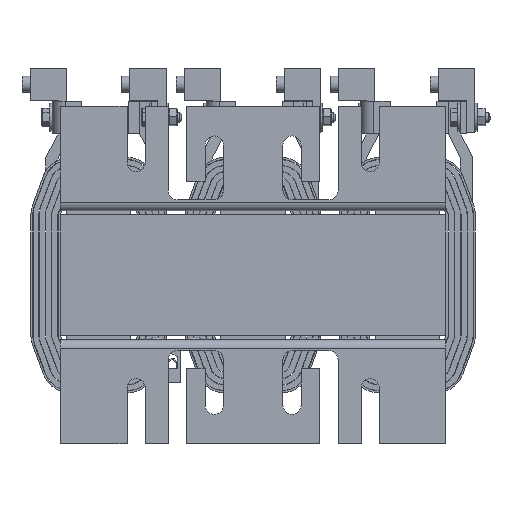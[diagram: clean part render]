
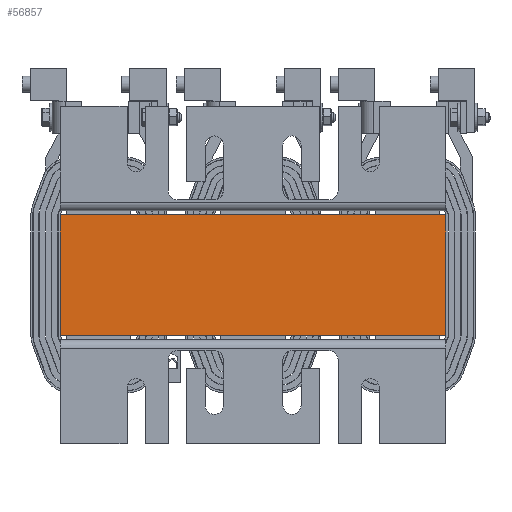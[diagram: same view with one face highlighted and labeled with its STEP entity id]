
A CAD part, front view. The second image highlights one B-rep face of the part: STEP entity #56857.
In plain terms, the highlighted planar face has unit normal (0, -1, 0).
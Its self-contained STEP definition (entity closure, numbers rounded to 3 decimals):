
#4333=PLANE('',#60690);
#6189=FACE_OUTER_BOUND('',#9346,.T.);
#9346=EDGE_LOOP('',(#39691,#39692,#39693,#39694));
#12851=LINE('',#75436,#18767);
#12853=LINE('',#75441,#18769);
#12855=LINE('',#75445,#18771);
#12856=LINE('',#75446,#18772);
#18767=VECTOR('',#63749,0.394);
#18769=VECTOR('',#63753,0.394);
#18771=VECTOR('',#63757,0.394);
#18772=VECTOR('',#63758,0.394);
#25286=VERTEX_POINT('',#75430);
#25288=VERTEX_POINT('',#75434);
#25290=VERTEX_POINT('',#75439);
#25291=VERTEX_POINT('',#75444);
#31011=EDGE_CURVE('',#25286,#25288,#12851,.T.);
#31013=EDGE_CURVE('',#25290,#25288,#12853,.T.);
#31015=EDGE_CURVE('',#25290,#25291,#12855,.T.);
#31016=EDGE_CURVE('',#25291,#25286,#12856,.T.);
#39691=ORIENTED_EDGE('',*,*,#31015,.T.);
#39692=ORIENTED_EDGE('',*,*,#31016,.T.);
#39693=ORIENTED_EDGE('',*,*,#31011,.T.);
#39694=ORIENTED_EDGE('',*,*,#31013,.F.);
#56857=ADVANCED_FACE('',(#6189),#4333,.T.);
#60690=AXIS2_PLACEMENT_3D('',#75443,#63755,#63756);
#63749=DIRECTION('',(1.,0.,0.));
#63753=DIRECTION('',(0.,0.,-1.));
#63755=DIRECTION('center_axis',(0.,-1.,0.));
#63756=DIRECTION('ref_axis',(0.,0.,-1.));
#63757=DIRECTION('',(-1.,0.,0.));
#63758=DIRECTION('',(0.,0.,-1.));
#75430=CARTESIAN_POINT('',(0.003,0.003,-1.875));
#75434=CARTESIAN_POINT('',(12.003,0.003,-1.875));
#75436=CARTESIAN_POINT('',(12.003,0.003,-1.875));
#75439=CARTESIAN_POINT('',(12.003,0.003,1.875));
#75441=CARTESIAN_POINT('',(12.003,0.003,0.));
#75443=CARTESIAN_POINT('Origin',(12.003,0.003,0.));
#75444=CARTESIAN_POINT('',(0.003,0.003,1.875));
#75445=CARTESIAN_POINT('',(12.003,0.003,1.875));
#75446=CARTESIAN_POINT('',(0.003,0.003,0.));
